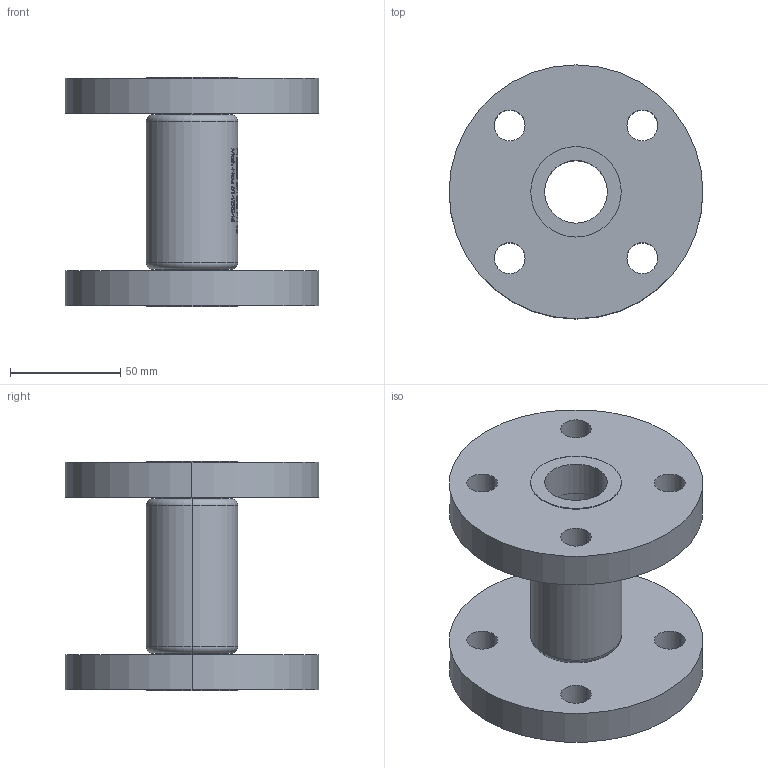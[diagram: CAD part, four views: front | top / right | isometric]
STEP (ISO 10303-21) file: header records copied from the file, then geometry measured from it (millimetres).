
FILE_DESCRIPTION (( 'STEP AP214' ), '1' );
FILE_NAME ('7150000_DN025_PN10_51522046.STEP', '2022-02-02T06:55:37', ( 'axxx' ), ( 'Hewlett-Packard Company' ), 'SwSTEP 2.0', 'SolidWorks 2019', '' );
FILE_SCHEMA (( 'AUTOMOTIVE_DESIGN' ));
Length unit declared in the file: millimetre
Products named in the file (1): 7150000_DN025_PN10_51522046
Bounding box: 115 x 115 x 104 mm (x, y, z)
Volume: 342672.7 mm3; surface area: 74792.7 mm2
Topology: 1 solids, 1 shells, 530 faces, 1376 edges, 916 vertices
Faces by surface type: plane 258, bspline 216, cylinder 48, torus 8
Entity records: 28279 total; most frequent: CARTESIAN_POINT 16699, ORIENTED_EDGE 2752, DIRECTION 1667, EDGE_CURVE 1376, VERTEX_POINT 916, VECTOR 755, LINE 755, EDGE_LOOP 616
